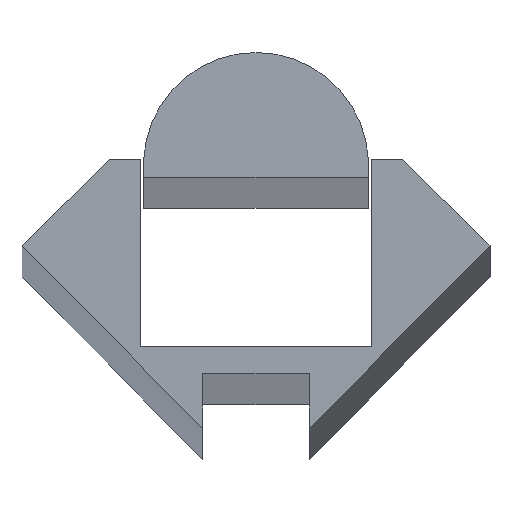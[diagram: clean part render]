
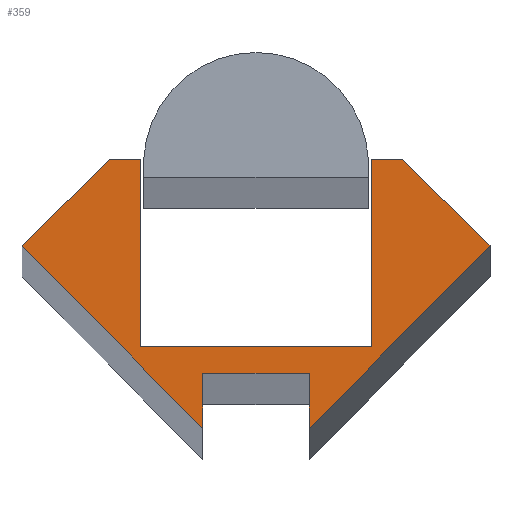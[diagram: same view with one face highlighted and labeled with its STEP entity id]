
A CAD part, top view. The second image highlights one B-rep face of the part: STEP entity #359.
In plain terms, the highlighted planar face has unit normal (0, 0, 1).
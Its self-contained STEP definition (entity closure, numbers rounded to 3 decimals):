
#32=FACE_OUTER_BOUND('',#52,.T.);
#52=EDGE_LOOP('',(#280,#281,#282,#283,#284,#285,#286,#287,#288,#289,#290,
#291));
#62=LINE('',#504,#108);
#66=LINE('',#511,#112);
#69=LINE('',#517,#115);
#72=LINE('',#523,#118);
#75=LINE('',#529,#121);
#77=LINE('',#534,#123);
#80=LINE('',#540,#126);
#83=LINE('',#546,#129);
#86=LINE('',#552,#132);
#89=LINE('',#558,#135);
#92=LINE('',#564,#138);
#95=LINE('',#568,#141);
#108=VECTOR('',#410,10.);
#112=VECTOR('',#416,10.);
#115=VECTOR('',#421,10.);
#118=VECTOR('',#426,10.);
#121=VECTOR('',#431,10.);
#123=VECTOR('',#435,10.);
#126=VECTOR('',#440,10.);
#129=VECTOR('',#445,10.);
#132=VECTOR('',#450,10.);
#135=VECTOR('',#455,10.);
#138=VECTOR('',#460,10.);
#141=VECTOR('',#465,10.);
#154=VERTEX_POINT('',#501);
#155=VERTEX_POINT('',#503);
#157=VERTEX_POINT('',#509);
#159=VERTEX_POINT('',#515);
#161=VERTEX_POINT('',#521);
#163=VERTEX_POINT('',#527);
#165=VERTEX_POINT('',#533);
#167=VERTEX_POINT('',#539);
#169=VERTEX_POINT('',#545);
#171=VERTEX_POINT('',#551);
#173=VERTEX_POINT('',#557);
#175=VERTEX_POINT('',#563);
#186=EDGE_CURVE('',#154,#155,#62,.T.);
#190=EDGE_CURVE('',#157,#154,#66,.T.);
#193=EDGE_CURVE('',#159,#157,#69,.T.);
#196=EDGE_CURVE('',#161,#159,#72,.T.);
#199=EDGE_CURVE('',#163,#161,#75,.T.);
#201=EDGE_CURVE('',#165,#155,#77,.T.);
#204=EDGE_CURVE('',#167,#165,#80,.T.);
#207=EDGE_CURVE('',#169,#167,#83,.T.);
#210=EDGE_CURVE('',#171,#169,#86,.T.);
#213=EDGE_CURVE('',#173,#171,#89,.T.);
#216=EDGE_CURVE('',#175,#173,#92,.T.);
#219=EDGE_CURVE('',#175,#163,#95,.T.);
#280=ORIENTED_EDGE('',*,*,#219,.F.);
#281=ORIENTED_EDGE('',*,*,#216,.T.);
#282=ORIENTED_EDGE('',*,*,#213,.T.);
#283=ORIENTED_EDGE('',*,*,#210,.T.);
#284=ORIENTED_EDGE('',*,*,#207,.T.);
#285=ORIENTED_EDGE('',*,*,#204,.T.);
#286=ORIENTED_EDGE('',*,*,#201,.T.);
#287=ORIENTED_EDGE('',*,*,#186,.F.);
#288=ORIENTED_EDGE('',*,*,#190,.F.);
#289=ORIENTED_EDGE('',*,*,#193,.F.);
#290=ORIENTED_EDGE('',*,*,#196,.F.);
#291=ORIENTED_EDGE('',*,*,#199,.F.);
#340=PLANE('',#394);
#359=ADVANCED_FACE('',(#32),#340,.T.);
#394=AXIS2_PLACEMENT_3D('',#569,#466,#467);
#410=DIRECTION('',(0.,1.,0.));
#416=DIRECTION('',(-0.702,-0.712,0.));
#421=DIRECTION('',(0.712,-0.702,0.));
#426=DIRECTION('',(1.,0.,0.));
#431=DIRECTION('',(0.,1.,0.));
#435=DIRECTION('',(1.,0.,0.));
#440=DIRECTION('',(0.,1.,0.));
#445=DIRECTION('',(0.702,-0.712,0.));
#450=DIRECTION('',(-0.712,-0.702,0.));
#455=DIRECTION('',(-1.,0.,0.));
#460=DIRECTION('',(0.,1.,0.));
#465=DIRECTION('',(1.,0.,0.));
#466=DIRECTION('center_axis',(0.,0.,1.));
#467=DIRECTION('ref_axis',(1.,0.,0.));
#501=CARTESIAN_POINT('',(3.,-3.08,1000.));
#503=CARTESIAN_POINT('',(3.,0.,1000.));
#504=CARTESIAN_POINT('',(3.,-3.08,1000.));
#509=CARTESIAN_POINT('',(13.125,7.179,1000.));
#511=CARTESIAN_POINT('',(13.125,7.179,1000.));
#515=CARTESIAN_POINT('',(8.24,12.,1000.));
#517=CARTESIAN_POINT('',(8.24,12.,1000.));
#521=CARTESIAN_POINT('',(6.5,12.,1000.));
#523=CARTESIAN_POINT('',(6.5,12.,1000.));
#527=CARTESIAN_POINT('',(6.5,1.5,1000.));
#529=CARTESIAN_POINT('',(6.5,1.5,1000.));
#533=CARTESIAN_POINT('',(-3.,0.,1000.));
#534=CARTESIAN_POINT('',(-3.,0.,1000.));
#539=CARTESIAN_POINT('',(-3.,-3.08,1000.));
#540=CARTESIAN_POINT('',(-3.,-3.08,1000.));
#545=CARTESIAN_POINT('',(-13.125,7.179,1000.));
#546=CARTESIAN_POINT('',(-13.125,7.179,1000.));
#551=CARTESIAN_POINT('',(-8.24,12.,1000.));
#552=CARTESIAN_POINT('',(-8.24,12.,1000.));
#557=CARTESIAN_POINT('',(-6.5,12.,1000.));
#558=CARTESIAN_POINT('',(-6.5,12.,1000.));
#563=CARTESIAN_POINT('',(-6.5,1.5,1000.));
#564=CARTESIAN_POINT('',(-6.5,1.5,1000.));
#568=CARTESIAN_POINT('',(0.,1.5,1000.));
#569=CARTESIAN_POINT('Origin',(-6.563,4.46,1000.));
